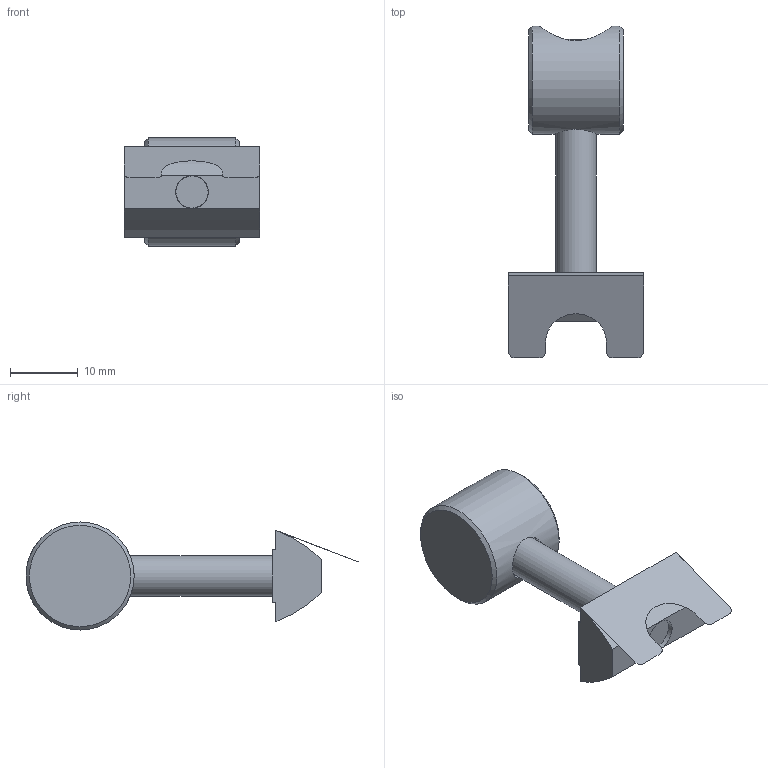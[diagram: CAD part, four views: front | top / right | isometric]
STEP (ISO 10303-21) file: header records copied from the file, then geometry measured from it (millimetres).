
FILE_DESCRIPTION(/* description */ ('Śruba z wałkiem D=16 M6x35 40-8'),/* implementation_level */ '2;1');
FILE_NAME(/* name */ '311420.stp',/* time_stamp */ '2022-10-07T07:21:37+02:00',/* author */ ('aluteckkpl_am'),/* organization */ (''),/* preprocessor_version */ 'ST-DEVELOPER v18.1',/* originating_system */ 'Autodesk Inventor 2021',/* authorisation */ '');
FILE_SCHEMA (('CONFIG_CONTROL_DESIGN'));
Length unit declared in the file: millimetre
Products named in the file (2): 311420; 311420_1
Assembly tree (1 placements, depth 2):
  311420
    311420_1
Bounding box: 20 x 49.14 x 16 mm (x, y, z)
Volume: 4471.7 mm3; surface area: 3572.8 mm2
Topology: 3 solids, 4 shells, 35 faces, 99 edges, 72 vertices
Faces by surface type: plane 21, cylinder 8, cone 4, torus 2
Full cylindrical faces by diameter (mm): 4.917 x1, 6 x1, 6.5 x1, 10 x1, 11 x1, 16 x1
Entity records: 1336 total; most frequent: CARTESIAN_POINT 292, DIRECTION 198, ORIENTED_EDGE 184, EDGE_CURVE 98, AXIS2_PLACEMENT_3D 74, VERTEX_POINT 72, LINE 50, VECTOR 50
